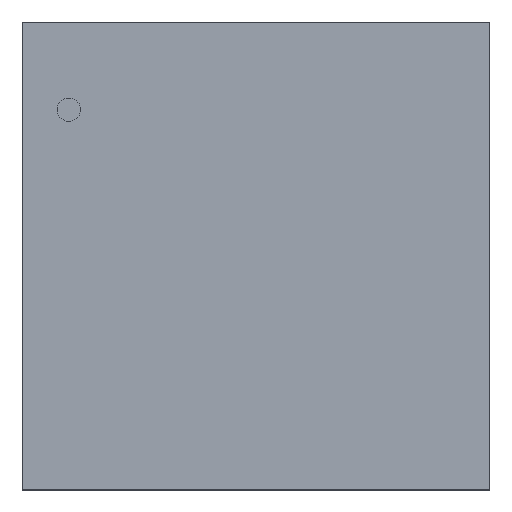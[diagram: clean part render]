
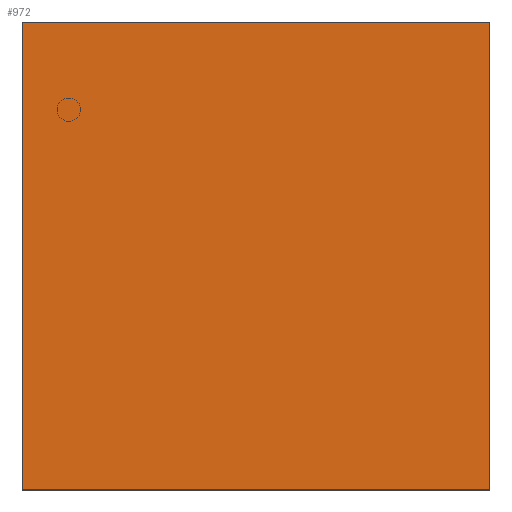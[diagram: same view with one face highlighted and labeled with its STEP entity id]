
A CAD part, top view. The second image highlights one B-rep face of the part: STEP entity #972.
In plain terms, the highlighted planar face has unit normal (0, 0, 1).
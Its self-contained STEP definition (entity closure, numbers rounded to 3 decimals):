
#25 = CARTESIAN_POINT ( 'NONE',  ( -0.8, -0.8, 0.559 ) ) ;
#28 = ORIENTED_EDGE ( 'NONE', *, *, #361, .F. ) ;
#46 = DIRECTION ( 'NONE',  ( 0., 1., 0. ) ) ;
#63 = CARTESIAN_POINT ( 'NONE',  ( -0.8, 0.8, 0.559 ) ) ;
#76 = ORIENTED_EDGE ( 'NONE', *, *, #1463, .F. ) ;
#92 = CARTESIAN_POINT ( 'NONE',  ( 0.8, 0.8, 0.559 ) ) ;
#148 = CARTESIAN_POINT ( 'NONE',  ( 0.8, -0.8, 0.559 ) ) ;
#163 = CARTESIAN_POINT ( 'NONE',  ( -0.8, 0.8, 0.559 ) ) ;
#180 = FACE_OUTER_BOUND ( 'NONE', #1192, .T. ) ;
#182 = LINE ( 'NONE', #148, #794 ) ;
#188 = PLANE ( 'NONE',  #1239 ) ;
#361 = EDGE_CURVE ( 'NONE', #651, #1305, #1331, .T. ) ;
#420 = CARTESIAN_POINT ( 'NONE',  ( 0.8, 0.8, 0.559 ) ) ;
#430 = CARTESIAN_POINT ( 'NONE',  ( -0.8, -0.8, 0.559 ) ) ;
#441 = LINE ( 'NONE', #163, #1377 ) ;
#453 = DIRECTION ( 'NONE',  ( 1., 0., 0. ) ) ;
#579 = VERTEX_POINT ( 'NONE', #63 ) ;
#630 = VECTOR ( 'NONE', #708, 1000. ) ;
#651 = VERTEX_POINT ( 'NONE', #767 ) ;
#698 = EDGE_CURVE ( 'NONE', #1072, #651, #182, .T. ) ;
#708 = DIRECTION ( 'NONE',  ( -1., 0., 0. ) ) ;
#767 = CARTESIAN_POINT ( 'NONE',  ( 0.8, -0.8, 0.559 ) ) ;
#794 = VECTOR ( 'NONE', #1137, 1000. ) ;
#796 = ORIENTED_EDGE ( 'NONE', *, *, #698, .F. ) ;
#964 = CARTESIAN_POINT ( 'NONE',  ( -0.8, -0.8, 0.559 ) ) ;
#972 = ADVANCED_FACE ( 'NONE', ( #180 ), #188, .T. ) ;
#1071 = DIRECTION ( 'NONE',  ( 1., 0., 0. ) ) ;
#1072 = VERTEX_POINT ( 'NONE', #420 ) ;
#1137 = DIRECTION ( 'NONE',  ( 0., -1., 0. ) ) ;
#1192 = EDGE_LOOP ( 'NONE', ( #76, #1509, #28, #796 ) ) ;
#1239 = AXIS2_PLACEMENT_3D ( 'NONE', #430, #1311, #1071 ) ;
#1305 = VERTEX_POINT ( 'NONE', #25 ) ;
#1311 = DIRECTION ( 'NONE',  ( 0., 0., 1. ) ) ;
#1331 = LINE ( 'NONE', #964, #630 ) ;
#1377 = VECTOR ( 'NONE', #46, 1000. ) ;
#1463 = EDGE_CURVE ( 'NONE', #579, #1072, #1497, .T. ) ;
#1497 = LINE ( 'NONE', #92, #1545 ) ;
#1509 = ORIENTED_EDGE ( 'NONE', *, *, #1560, .F. ) ;
#1545 = VECTOR ( 'NONE', #453, 1000. ) ;
#1560 = EDGE_CURVE ( 'NONE', #1305, #579, #441, .T. ) ;
